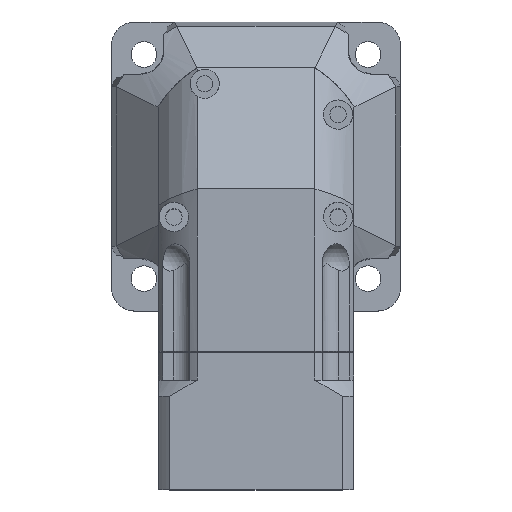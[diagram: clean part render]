
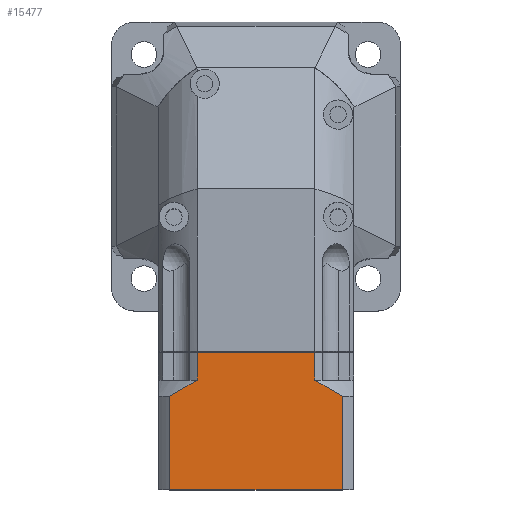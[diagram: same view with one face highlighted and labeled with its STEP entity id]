
A CAD part, top view. The second image highlights one B-rep face of the part: STEP entity #15477.
In plain terms, the highlighted face is planar.
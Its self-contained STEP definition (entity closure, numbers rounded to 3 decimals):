
#14145=DIRECTION('',(-1.,0.,0.));
#14146=VECTOR('',#14145,37.041);
#14147=CARTESIAN_POINT('',(18.52,29.5,-21.));
#14148=LINE('',#14147,#14146);
#14277=DIRECTION('',(0.,1.,0.));
#14278=VECTOR('',#14277,20.);
#14279=CARTESIAN_POINT('',(-18.52,9.5,-21.));
#14280=LINE('',#14279,#14278);
#14281=CARTESIAN_POINT('',(-12.619,6.,-21.));
#14282=CARTESIAN_POINT('',(-13.216,6.307,-21.));
#14283=CARTESIAN_POINT('',(-14.448,6.974,-21.));
#14284=CARTESIAN_POINT('',(-16.395,8.126,-21.));
#14285=CARTESIAN_POINT('',(-17.797,9.022,-21.));
#14286=CARTESIAN_POINT('',(-18.52,9.5,-21.));
#14288=DIRECTION('',(0.,1.,0.));
#14289=VECTOR('',#14288,6.);
#14290=CARTESIAN_POINT('',(12.619,0.,-21.));
#14291=LINE('',#14290,#14289);
#14292=CARTESIAN_POINT('',(18.52,9.5,-21.));
#14293=CARTESIAN_POINT('',(17.797,9.022,-21.));
#14294=CARTESIAN_POINT('',(16.395,8.126,-21.));
#14295=CARTESIAN_POINT('',(14.448,6.974,-21.));
#14296=CARTESIAN_POINT('',(13.216,6.307,-21.));
#14297=CARTESIAN_POINT('',(12.619,6.,-21.));
#14299=DIRECTION('',(0.,1.,0.));
#14300=VECTOR('',#14299,20.);
#14301=CARTESIAN_POINT('',(18.52,9.5,-21.));
#14302=LINE('',#14301,#14300);
#14481=DIRECTION('',(-1.,0.,0.));
#14482=VECTOR('',#14481,25.239);
#14483=CARTESIAN_POINT('',(12.619,0.,-21.));
#14484=LINE('',#14483,#14482);
#14495=DIRECTION('',(0.,1.,0.));
#14496=VECTOR('',#14495,6.);
#14497=CARTESIAN_POINT('',(-12.619,0.,-21.));
#14498=LINE('',#14497,#14496);
#14941=CARTESIAN_POINT('',(-12.619,0.,-21.));
#14943=VERTEX_POINT('',#14941);
#14987=CARTESIAN_POINT('',(12.619,0.,-21.));
#14988=VERTEX_POINT('',#14987);
#15029=CARTESIAN_POINT('',(-12.619,6.,-21.));
#15030=VERTEX_POINT('',#15029);
#15043=CARTESIAN_POINT('',(12.619,6.,-21.));
#15044=VERTEX_POINT('',#15043);
#15046=CARTESIAN_POINT('',(18.52,29.5,-21.));
#15048=VERTEX_POINT('',#15046);
#15049=CARTESIAN_POINT('',(-18.52,29.5,-21.));
#15051=VERTEX_POINT('',#15049);
#15062=CARTESIAN_POINT('',(18.52,9.5,-21.));
#15064=VERTEX_POINT('',#15062);
#15065=CARTESIAN_POINT('',(-18.52,9.5,-21.));
#15067=VERTEX_POINT('',#15065);
#15457=CARTESIAN_POINT('',(12.619,0.,-21.));
#15458=DIRECTION('',(0.,0.,-1.));
#15459=DIRECTION('',(-1.,0.,0.));
#15460=AXIS2_PLACEMENT_3D('',#15457,#15458,#15459);
#15461=PLANE('',#15460);
#15462=ORIENTED_EDGE('',*,*,#15210,.T.);
#15463=ORIENTED_EDGE('',*,*,#15451,.F.);
#15465=ORIENTED_EDGE('',*,*,#15464,.F.);
#15467=ORIENTED_EDGE('',*,*,#15466,.F.);
#15469=ORIENTED_EDGE('',*,*,#15468,.F.);
#15471=ORIENTED_EDGE('',*,*,#15470,.T.);
#15473=ORIENTED_EDGE('',*,*,#15472,.F.);
#15474=ORIENTED_EDGE('',*,*,#15432,.T.);
#15475=EDGE_LOOP('',(#15462,#15463,#15465,#15467,#15469,#15471,#15473,#15474));
#15476=FACE_OUTER_BOUND('',#15475,.F.);
#15477=ADVANCED_FACE('',(#15476),#15461,.T.);
#14287=B_SPLINE_CURVE_WITH_KNOTS('',3,(#14281,#14282,#14283,#14284,#14285,
#14286),.UNSPECIFIED.,.F.,.F.,(4,1,1,4),(0.,0.333,
0.667,1.),.UNSPECIFIED.);
#14298=B_SPLINE_CURVE_WITH_KNOTS('',3,(#14292,#14293,#14294,#14295,#14296,
#14297),.UNSPECIFIED.,.F.,.F.,(4,1,1,4),(0.,0.333,
0.667,1.),.UNSPECIFIED.);
#15210=EDGE_CURVE('',#15048,#15051,#14148,.T.);
#15432=EDGE_CURVE('',#15064,#15048,#14302,.T.);
#15451=EDGE_CURVE('',#15067,#15051,#14280,.T.);
#15464=EDGE_CURVE('',#15030,#15067,#14287,.T.);
#15466=EDGE_CURVE('',#14943,#15030,#14498,.T.);
#15468=EDGE_CURVE('',#14988,#14943,#14484,.T.);
#15470=EDGE_CURVE('',#14988,#15044,#14291,.T.);
#15472=EDGE_CURVE('',#15064,#15044,#14298,.T.);
